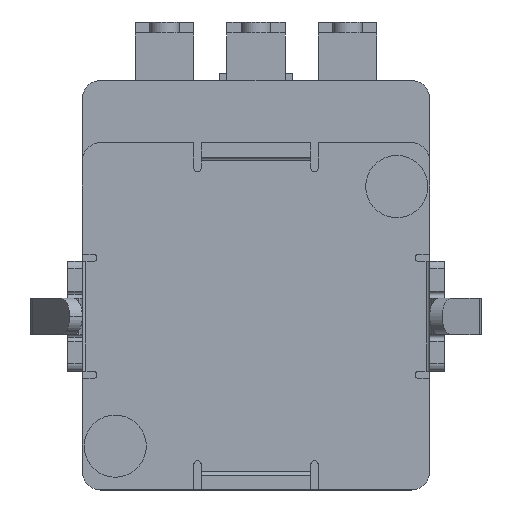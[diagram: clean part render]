
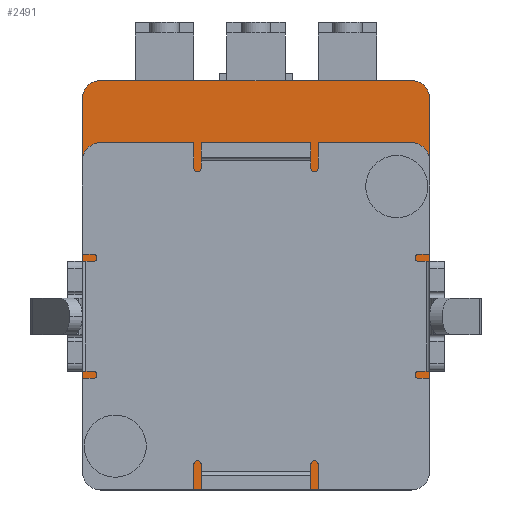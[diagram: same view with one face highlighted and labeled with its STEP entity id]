
A CAD part, front view. The second image highlights one B-rep face of the part: STEP entity #2491.
In plain terms, the highlighted planar face has unit normal (0, -1, 0).
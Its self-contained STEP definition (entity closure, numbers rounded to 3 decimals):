
#89 = ORIENTED_EDGE ( 'NONE', *, *, #1370, .T. ) ;
#371 = DIRECTION ( 'NONE',  ( 0., -1., 0. ) ) ;
#538 = AXIS2_PLACEMENT_3D ( 'NONE', #6444, #9346, #2851 ) ;
#706 = DIRECTION ( 'NONE',  ( 0., 0., -1. ) ) ;
#907 = ORIENTED_EDGE ( 'NONE', *, *, #5890, .T. ) ;
#941 = DIRECTION ( 'NONE',  ( 0., -1., 0. ) ) ;
#1132 = CARTESIAN_POINT ( 'NONE',  ( 9.5, 0., 0. ) ) ;
#1135 = ORIENTED_EDGE ( 'NONE', *, *, #3018, .T. ) ;
#1367 = CARTESIAN_POINT ( 'NONE',  ( 0.5, 0., -11.2 ) ) ;
#1370 = EDGE_CURVE ( 'NONE', #7624, #7350, #5546, .T. ) ;
#1378 = VECTOR ( 'NONE', #1483, 1000. ) ;
#1459 = FACE_OUTER_BOUND ( 'NONE', #7339, .T. ) ;
#1460 = CIRCLE ( 'NONE', #6771, 0.5 ) ;
#1483 = DIRECTION ( 'NONE',  ( -1., 0., 0. ) ) ;
#1666 = DIRECTION ( 'NONE',  ( 0., 0., 1. ) ) ;
#1764 = ORIENTED_EDGE ( 'NONE', *, *, #8808, .T. ) ;
#1897 = VERTEX_POINT ( 'NONE', #2503 ) ;
#1937 = VECTOR ( 'NONE', #706, 1000. ) ;
#2316 = CARTESIAN_POINT ( 'NONE',  ( 9.5, 0., -10.7 ) ) ;
#2369 = CARTESIAN_POINT ( 'NONE',  ( 9.5, 0., 0. ) ) ;
#2478 = VERTEX_POINT ( 'NONE', #1367 ) ;
#2491 = ADVANCED_FACE ( 'NONE', ( #1459 ), #5027, .F. ) ;
#2503 = CARTESIAN_POINT ( 'NONE',  ( 9.5, 0., -0.5 ) ) ;
#2700 = LINE ( 'NONE', #5590, #3886 ) ;
#2716 = VERTEX_POINT ( 'NONE', #5278 ) ;
#2850 = CARTESIAN_POINT ( 'NONE',  ( 0.5, 0., -10.7 ) ) ;
#2851 = DIRECTION ( 'NONE',  ( 0., 0., 1. ) ) ;
#3018 = EDGE_CURVE ( 'NONE', #2716, #5982, #5615, .T. ) ;
#3133 = AXIS2_PLACEMENT_3D ( 'NONE', #3833, #941, #7433 ) ;
#3262 = DIRECTION ( 'NONE',  ( 0., 0., 1. ) ) ;
#3436 = DIRECTION ( 'NONE',  ( -1., 0., 0. ) ) ;
#3579 = CARTESIAN_POINT ( 'NONE',  ( 9., 0., -11.2 ) ) ;
#3744 = CARTESIAN_POINT ( 'NONE',  ( 0.5, 0., 0. ) ) ;
#3798 = AXIS2_PLACEMENT_3D ( 'NONE', #6865, #371, #3262 ) ;
#3833 = CARTESIAN_POINT ( 'NONE',  ( 9., 0., -10.7 ) ) ;
#3886 = VECTOR ( 'NONE', #8488, 1000. ) ;
#4646 = CIRCLE ( 'NONE', #538, 0.5 ) ;
#4833 = EDGE_CURVE ( 'NONE', #1897, #7350, #8721, .T. ) ;
#4889 = VERTEX_POINT ( 'NONE', #6594 ) ;
#5027 = PLANE ( 'NONE',  #5282 ) ;
#5092 = LINE ( 'NONE', #7982, #1378 ) ;
#5278 = CARTESIAN_POINT ( 'NONE',  ( 9., 0., 0. ) ) ;
#5282 = AXIS2_PLACEMENT_3D ( 'NONE', #2369, #8165, #1666 ) ;
#5546 = CIRCLE ( 'NONE', #3133, 0.5 ) ;
#5590 = CARTESIAN_POINT ( 'NONE',  ( 0., 0., 0. ) ) ;
#5615 = LINE ( 'NONE', #6321, #8924 ) ;
#5737 = DIRECTION ( 'NONE',  ( 0., -1., 0. ) ) ;
#5782 = ORIENTED_EDGE ( 'NONE', *, *, #4833, .F. ) ;
#5890 = EDGE_CURVE ( 'NONE', #9384, #2478, #1460, .T. ) ;
#5982 = VERTEX_POINT ( 'NONE', #3744 ) ;
#6090 = ORIENTED_EDGE ( 'NONE', *, *, #7110, .T. ) ;
#6321 = CARTESIAN_POINT ( 'NONE',  ( 9.5, 0., 0. ) ) ;
#6444 = CARTESIAN_POINT ( 'NONE',  ( 9., 0., -0.5 ) ) ;
#6594 = CARTESIAN_POINT ( 'NONE',  ( 0., 0., -0.5 ) ) ;
#6771 = AXIS2_PLACEMENT_3D ( 'NONE', #2850, #5737, #8639 ) ;
#6832 = EDGE_CURVE ( 'NONE', #1897, #2716, #4646, .T. ) ;
#6865 = CARTESIAN_POINT ( 'NONE',  ( 0.5, 0., -0.5 ) ) ;
#7110 = EDGE_CURVE ( 'NONE', #4889, #9384, #2700, .T. ) ;
#7339 = EDGE_LOOP ( 'NONE', ( #5782, #7679, #1135, #1764, #6090, #907, #7557, #89 ) ) ;
#7350 = VERTEX_POINT ( 'NONE', #2316 ) ;
#7433 = DIRECTION ( 'NONE',  ( 0., 0., 1. ) ) ;
#7501 = CARTESIAN_POINT ( 'NONE',  ( 0., 0., -10.7 ) ) ;
#7557 = ORIENTED_EDGE ( 'NONE', *, *, #7642, .F. ) ;
#7624 = VERTEX_POINT ( 'NONE', #3579 ) ;
#7642 = EDGE_CURVE ( 'NONE', #7624, #2478, #5092, .T. ) ;
#7679 = ORIENTED_EDGE ( 'NONE', *, *, #6832, .T. ) ;
#7884 = CIRCLE ( 'NONE', #3798, 0.5 ) ;
#7982 = CARTESIAN_POINT ( 'NONE',  ( 9.5, 0., -11.2 ) ) ;
#8165 = DIRECTION ( 'NONE',  ( 0., 1., 0. ) ) ;
#8488 = DIRECTION ( 'NONE',  ( 0., 0., -1. ) ) ;
#8639 = DIRECTION ( 'NONE',  ( 0., 0., 1. ) ) ;
#8721 = LINE ( 'NONE', #1132, #1937 ) ;
#8808 = EDGE_CURVE ( 'NONE', #5982, #4889, #7884, .T. ) ;
#8924 = VECTOR ( 'NONE', #3436, 1000. ) ;
#9346 = DIRECTION ( 'NONE',  ( 0., -1., 0. ) ) ;
#9384 = VERTEX_POINT ( 'NONE', #7501 ) ;
